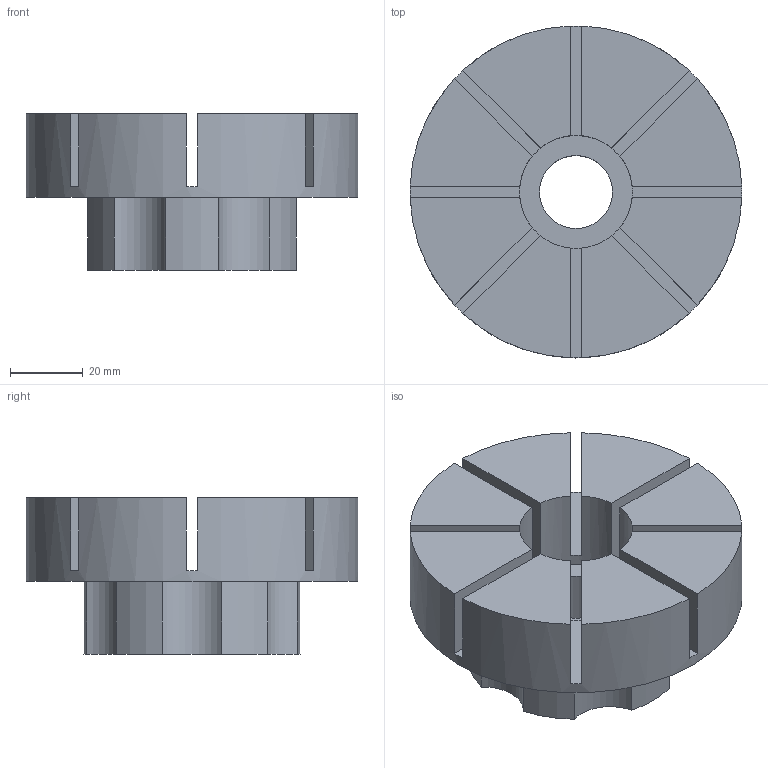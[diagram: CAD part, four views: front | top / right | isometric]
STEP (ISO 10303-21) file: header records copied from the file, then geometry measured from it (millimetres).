
FILE_DESCRIPTION(/* description */ (''),/* implementation_level */ '2;1');
FILE_NAME(/* name */ 'giunto_pieno.step',/* time_stamp */ '2022-10-04T22:43:13+02:00',/* author */ (''),/* organization */ (''),/* preprocessor_version */ 'ST-DEVELOPER v19',/* originating_system */ 'Autodesk Translation Framework v11.7.0.108',/* authorisation */ '');
FILE_SCHEMA (('AUTOMOTIVE_DESIGN { 1 0 10303 214 3 1 1 }'));
Length unit declared in the file: millimetre
Products named in the file (1): Giunto accoppiamento motore ruota
Bounding box: 91 x 91 x 43 mm (x, y, z)
Volume: 159808.9 mm3; surface area: 35004 mm2
Topology: 1 solids, 1 shells, 50 faces, 141 edges, 94 vertices
Faces by surface type: plane 35, cylinder 15
Full cylindrical faces by diameter (mm): 20 x1, 31 x1, 91 x1
Entity records: 1684 total; most frequent: DIRECTION 305, CARTESIAN_POINT 286, ORIENTED_EDGE 282, EDGE_CURVE 141, AXIS2_PLACEMENT_3D 113, VERTEX_POINT 94, LINE 79, VECTOR 79
